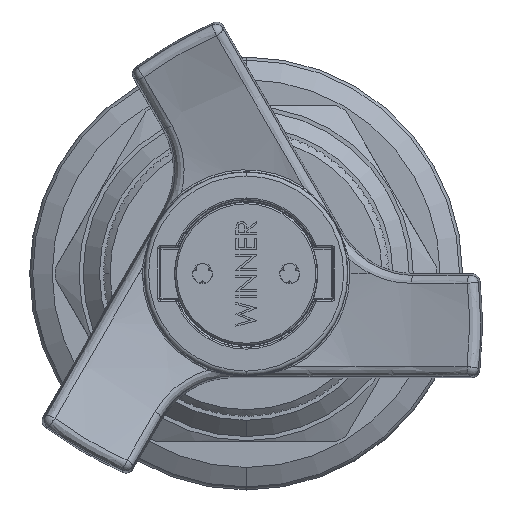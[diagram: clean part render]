
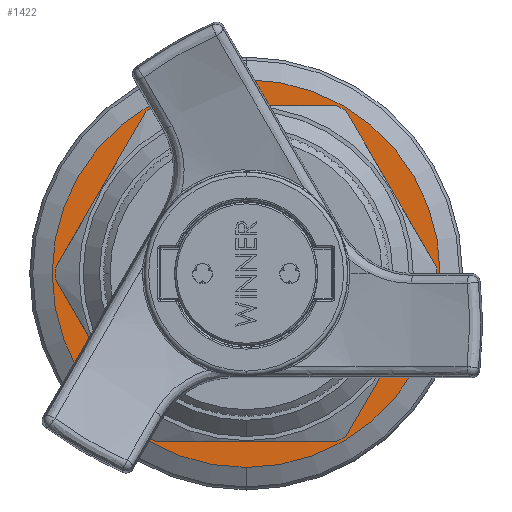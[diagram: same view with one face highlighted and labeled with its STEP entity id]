
A CAD part, left-side view. The second image highlights one B-rep face of the part: STEP entity #1422.
In plain terms, the highlighted planar face has unit normal (-1, 0, 0).
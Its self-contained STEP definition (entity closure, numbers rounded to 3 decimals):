
#1026 = ORIENTED_EDGE ( 'NONE', *, *, #77863, .T. ) ;
#1422 = ADVANCED_FACE ( 'NONE', ( #36670, #70724 ), #98331, .F. ) ;
#1954 = VECTOR ( 'NONE', #28476, 1000. ) ;
#2983 = LINE ( 'NONE', #92032, #12770 ) ;
#3149 = EDGE_CURVE ( 'NONE', #70973, #28018, #72377, .T. ) ;
#3354 = ORIENTED_EDGE ( 'NONE', *, *, #31018, .T. ) ;
#4927 = CARTESIAN_POINT ( 'NONE',  ( 24., 11.893, 20.6 ) ) ;
#6322 = CARTESIAN_POINT ( 'NONE',  ( 24., 23.795, 0. ) ) ;
#8061 = VERTEX_POINT ( 'NONE', #8233 ) ;
#8233 = CARTESIAN_POINT ( 'NONE',  ( 24., -12.29, -19.912 ) ) ;
#11920 = EDGE_CURVE ( 'NONE', #28018, #8061, #36754, .T. ) ;
#12341 = DIRECTION ( 'NONE',  ( 1., 0., 0. ) ) ;
#12561 = CARTESIAN_POINT ( 'NONE',  ( 24., 0., 0. ) ) ;
#12770 = VECTOR ( 'NONE', #59437, 1000. ) ;
#13023 = CARTESIAN_POINT ( 'NONE',  ( 24., 0., 23.795 ) ) ;
#13460 = ORIENTED_EDGE ( 'NONE', *, *, #65723, .T. ) ;
#14205 = CARTESIAN_POINT ( 'NONE',  ( 24., 23.39, -0.688 ) ) ;
#15235 = EDGE_CURVE ( 'NONE', #65035, #46627, #58544, .T. ) ;
#15445 = VERTEX_POINT ( 'NONE', #55945 ) ;
#16563 = CARTESIAN_POINT ( 'NONE',  ( 24., -11.893, -20.6 ) ) ;
#16714 = AXIS2_PLACEMENT_3D ( 'NONE', #78096, #38617, #30765 ) ;
#16769 = LINE ( 'NONE', #80949, #59572 ) ;
#17760 = ORIENTED_EDGE ( 'NONE', *, *, #40413, .T. ) ;
#18166 = DIRECTION ( 'NONE',  ( 1., 0., 0. ) ) ;
#19128 = CIRCLE ( 'NONE', #16714, 23.4 ) ;
#19162 = DIRECTION ( 'NONE',  ( 0., 0., -1. ) ) ;
#19692 = VECTOR ( 'NONE', #100672, 1000. ) ;
#20651 = EDGE_CURVE ( 'NONE', #77826, #37353, #39886, .T. ) ;
#21152 = CARTESIAN_POINT ( 'NONE',  ( 24., -11.893, 20.6 ) ) ;
#24492 = ORIENTED_EDGE ( 'NONE', *, *, #66252, .T. ) ;
#24538 = ORIENTED_EDGE ( 'NONE', *, *, #11920, .T. ) ;
#25870 = AXIS2_PLACEMENT_3D ( 'NONE', #62085, #30393, #45754 ) ;
#26309 = EDGE_LOOP ( 'NONE', ( #24492, #80723 ) ) ;
#26319 = EDGE_CURVE ( 'NONE', #46627, #94706, #2983, .T. ) ;
#27097 = CIRCLE ( 'NONE', #96106, 23.4 ) ;
#27345 = CARTESIAN_POINT ( 'NONE',  ( 24., 11.1, -20.6 ) ) ;
#27724 = AXIS2_PLACEMENT_3D ( 'NONE', #84383, #45916, #52752 ) ;
#28018 = VERTEX_POINT ( 'NONE', #82815 ) ;
#28476 = DIRECTION ( 'NONE',  ( 0., -1., 0. ) ) ;
#28813 = EDGE_CURVE ( 'NONE', #15445, #51131, #100432, .T. ) ;
#30205 = VECTOR ( 'NONE', #87426, 1000. ) ;
#30393 = DIRECTION ( 'NONE',  ( -1., 0., 0. ) ) ;
#30765 = DIRECTION ( 'NONE',  ( 0., 0., -1. ) ) ;
#31018 = EDGE_CURVE ( 'NONE', #63069, #15445, #45889, .T. ) ;
#32957 = CARTESIAN_POINT ( 'NONE',  ( 24., -11.1, -20.6 ) ) ;
#34528 = EDGE_LOOP ( 'NONE', ( #60009, #17760, #52819, #24538, #71326, #60680, #13460, #93078, #63696, #35207, #1026, #3354 ) ) ;
#35134 = AXIS2_PLACEMENT_3D ( 'NONE', #89342, #18166, #19162 ) ;
#35207 = ORIENTED_EDGE ( 'NONE', *, *, #26319, .T. ) ;
#36428 = DIRECTION ( 'NONE',  ( 0., 0., -1. ) ) ;
#36670 = FACE_BOUND ( 'NONE', #34528, .T. ) ;
#36754 = LINE ( 'NONE', #54372, #19692 ) ;
#37044 = DIRECTION ( 'NONE',  ( 1., 0., 0. ) ) ;
#37353 = VERTEX_POINT ( 'NONE', #46760 ) ;
#38300 = CARTESIAN_POINT ( 'NONE',  ( 24., 11.1, 20.6 ) ) ;
#38617 = DIRECTION ( 'NONE',  ( 1., 0., 0. ) ) ;
#39886 = CIRCLE ( 'NONE', #27724, 23.795 ) ;
#40413 = EDGE_CURVE ( 'NONE', #51131, #70973, #79707, .T. ) ;
#45754 = DIRECTION ( 'NONE',  ( 0., 0., 1. ) ) ;
#45889 = LINE ( 'NONE', #4927, #1954 ) ;
#45916 = DIRECTION ( 'NONE',  ( -1., 0., 0. ) ) ;
#46393 = CARTESIAN_POINT ( 'NONE',  ( 24., -23.39, 0.688 ) ) ;
#46627 = VERTEX_POINT ( 'NONE', #53209 ) ;
#46760 = CARTESIAN_POINT ( 'NONE',  ( 24., 0., -23.795 ) ) ;
#48408 = CIRCLE ( 'NONE', #25870, 23.795 ) ;
#50148 = AXIS2_PLACEMENT_3D ( 'NONE', #12561, #51427, #36428 ) ;
#50418 = DIRECTION ( 'NONE',  ( 0., 0., -1. ) ) ;
#50635 = DIRECTION ( 'NONE',  ( 1., 0., 0. ) ) ;
#51131 = VERTEX_POINT ( 'NONE', #82293 ) ;
#51322 = CARTESIAN_POINT ( 'NONE',  ( 24., 0., 0. ) ) ;
#51427 = DIRECTION ( 'NONE',  ( 1., 0., 0. ) ) ;
#52182 = DIRECTION ( 'NONE',  ( 0., -0.5, -0.866 ) ) ;
#52751 = CARTESIAN_POINT ( 'NONE',  ( 24., 12.29, 19.912 ) ) ;
#52752 = DIRECTION ( 'NONE',  ( 0., 0., 1. ) ) ;
#52819 = ORIENTED_EDGE ( 'NONE', *, *, #3149, .T. ) ;
#53209 = CARTESIAN_POINT ( 'NONE',  ( 24., 23.39, 0.688 ) ) ;
#54372 = CARTESIAN_POINT ( 'NONE',  ( 24., -23.787, 0. ) ) ;
#55944 = AXIS2_PLACEMENT_3D ( 'NONE', #6322, #37044, #60877 ) ;
#55945 = CARTESIAN_POINT ( 'NONE',  ( 24., -11.1, 20.6 ) ) ;
#57578 = CARTESIAN_POINT ( 'NONE',  ( 24., 0., 0. ) ) ;
#58544 = CIRCLE ( 'NONE', #58942, 23.4 ) ;
#58942 = AXIS2_PLACEMENT_3D ( 'NONE', #51322, #50635, #73122 ) ;
#59437 = DIRECTION ( 'NONE',  ( 0., -0.5, 0.866 ) ) ;
#59572 = VECTOR ( 'NONE', #90089, 1000. ) ;
#60009 = ORIENTED_EDGE ( 'NONE', *, *, #28813, .T. ) ;
#60680 = ORIENTED_EDGE ( 'NONE', *, *, #95800, .T. ) ;
#60877 = DIRECTION ( 'NONE',  ( 0., 0., -1. ) ) ;
#62085 = CARTESIAN_POINT ( 'NONE',  ( 24., 0., 0. ) ) ;
#62755 = EDGE_CURVE ( 'NONE', #77205, #65035, #16769, .T. ) ;
#63069 = VERTEX_POINT ( 'NONE', #38300 ) ;
#63696 = ORIENTED_EDGE ( 'NONE', *, *, #15235, .T. ) ;
#65035 = VERTEX_POINT ( 'NONE', #14205 ) ;
#65723 = EDGE_CURVE ( 'NONE', #83196, #77205, #19128, .T. ) ;
#66252 = EDGE_CURVE ( 'NONE', #37353, #77826, #48408, .T. ) ;
#70724 = FACE_OUTER_BOUND ( 'NONE', #26309, .T. ) ;
#70973 = VERTEX_POINT ( 'NONE', #46393 ) ;
#71326 = ORIENTED_EDGE ( 'NONE', *, *, #92366, .T. ) ;
#72377 = CIRCLE ( 'NONE', #50148, 23.4 ) ;
#72427 = VERTEX_POINT ( 'NONE', #32957 ) ;
#73122 = DIRECTION ( 'NONE',  ( 0., 0., -1. ) ) ;
#74374 = CARTESIAN_POINT ( 'NONE',  ( 24., 0., 0. ) ) ;
#77205 = VERTEX_POINT ( 'NONE', #99591 ) ;
#77241 = VECTOR ( 'NONE', #52182, 1000. ) ;
#77826 = VERTEX_POINT ( 'NONE', #13023 ) ;
#77863 = EDGE_CURVE ( 'NONE', #94706, #63069, #27097, .T. ) ;
#78096 = CARTESIAN_POINT ( 'NONE',  ( 24., 0., 0. ) ) ;
#79707 = LINE ( 'NONE', #21152, #77241 ) ;
#80723 = ORIENTED_EDGE ( 'NONE', *, *, #20651, .T. ) ;
#80949 = CARTESIAN_POINT ( 'NONE',  ( 24., 11.893, -20.6 ) ) ;
#81413 = LINE ( 'NONE', #16563, #30205 ) ;
#81835 = DIRECTION ( 'NONE',  ( 0., 0., -1. ) ) ;
#82293 = CARTESIAN_POINT ( 'NONE',  ( 24., -12.29, 19.912 ) ) ;
#82815 = CARTESIAN_POINT ( 'NONE',  ( 24., -23.39, -0.688 ) ) ;
#83196 = VERTEX_POINT ( 'NONE', #27345 ) ;
#84383 = CARTESIAN_POINT ( 'NONE',  ( 24., 0., 0. ) ) ;
#87408 = AXIS2_PLACEMENT_3D ( 'NONE', #57578, #95680, #50418 ) ;
#87426 = DIRECTION ( 'NONE',  ( 0., 1., 0. ) ) ;
#89342 = CARTESIAN_POINT ( 'NONE',  ( 24., 0., 0. ) ) ;
#90089 = DIRECTION ( 'NONE',  ( 0., 0.5, 0.866 ) ) ;
#92032 = CARTESIAN_POINT ( 'NONE',  ( 24., 23.787, 0. ) ) ;
#92366 = EDGE_CURVE ( 'NONE', #8061, #72427, #96234, .T. ) ;
#93078 = ORIENTED_EDGE ( 'NONE', *, *, #62755, .T. ) ;
#94706 = VERTEX_POINT ( 'NONE', #52751 ) ;
#95680 = DIRECTION ( 'NONE',  ( 1., 0., 0. ) ) ;
#95800 = EDGE_CURVE ( 'NONE', #72427, #83196, #81413, .T. ) ;
#96106 = AXIS2_PLACEMENT_3D ( 'NONE', #74374, #12341, #81835 ) ;
#96234 = CIRCLE ( 'NONE', #35134, 23.4 ) ;
#98331 = PLANE ( 'NONE',  #55944 ) ;
#99591 = CARTESIAN_POINT ( 'NONE',  ( 24., 12.29, -19.912 ) ) ;
#100432 = CIRCLE ( 'NONE', #87408, 23.4 ) ;
#100672 = DIRECTION ( 'NONE',  ( 0., 0.5, -0.866 ) ) ;
